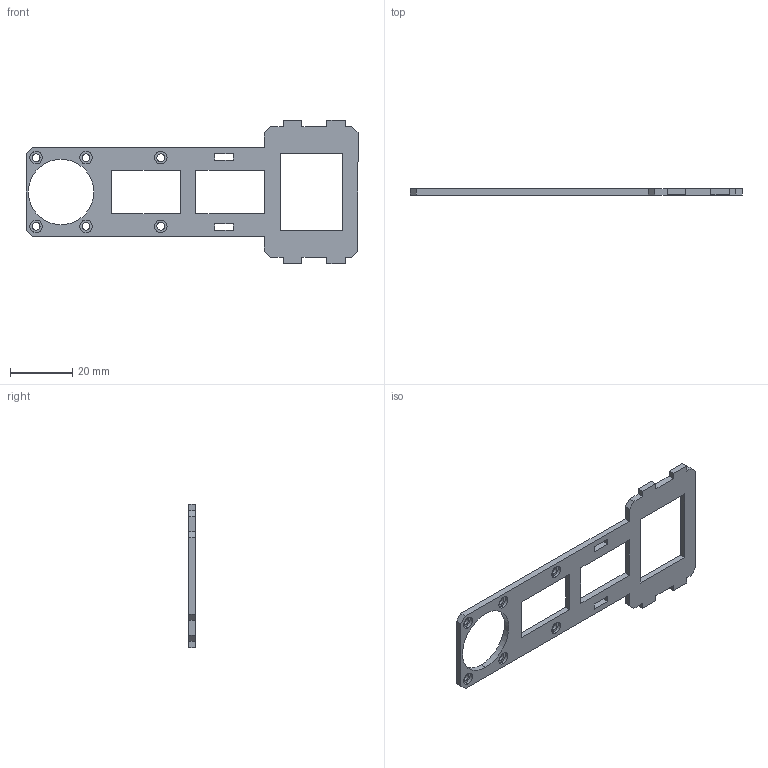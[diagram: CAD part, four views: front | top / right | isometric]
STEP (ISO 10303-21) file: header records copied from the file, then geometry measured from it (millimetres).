
FILE_DESCRIPTION (( 'STEP AP214' ), '1' );
FILE_NAME ('manipulator_link4_30.STEP', '2018-10-10T07:57:14', ( '' ), ( '' ), 'SwSTEP 2.0', 'SolidWorks 2018', '' );
FILE_SCHEMA (( 'AUTOMOTIVE_DESIGN' ));
Length unit declared in the file: millimetre
Products named in the file (1): manipulator_link4_30
Bounding box: 106.5 x 2 x 46 mm (x, y, z)
Volume: 3874.9 mm3; surface area: 5319.3 mm2
Topology: 1 solids, 1 shells, 84 faces, 228 edges, 152 vertices
Faces by surface type: plane 58, cylinder 26
Entity records: 2726 total; most frequent: CARTESIAN_POINT 465, ORIENTED_EDGE 456, DIRECTION 450, EDGE_CURVE 228, VECTOR 176, LINE 176, VERTEX_POINT 152, AXIS2_PLACEMENT_3D 137
